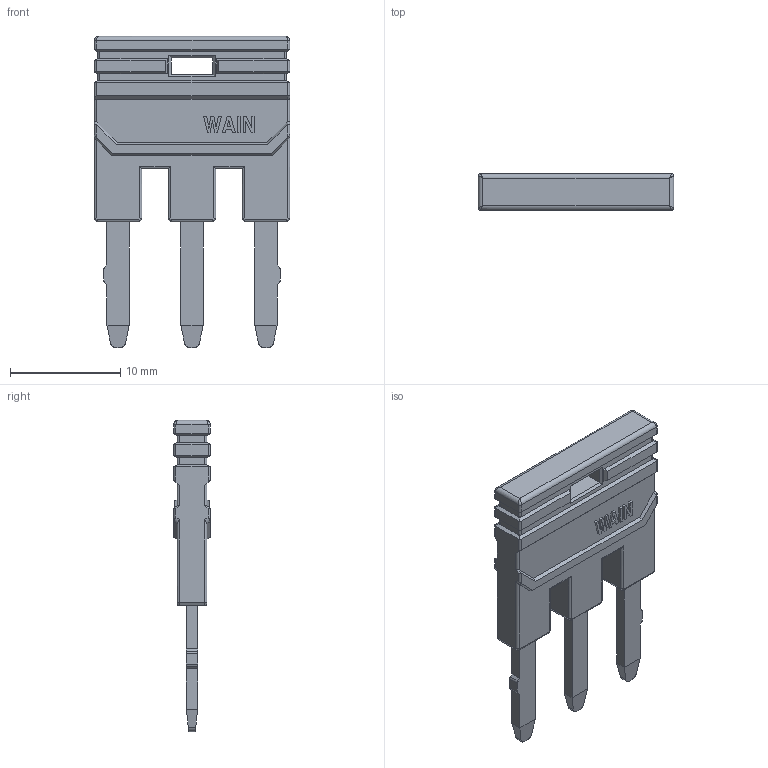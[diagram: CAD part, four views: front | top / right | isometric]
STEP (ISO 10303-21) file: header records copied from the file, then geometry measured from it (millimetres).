
FILE_DESCRIPTION((''),'2;1');
FILE_NAME('HEB_P-1T3','2021-10-26T10:59:19',('xl.su'),(''),'CREO PARAMETRIC BY PTC INC, 2017110','CREO PARAMETRIC BY PTC INC, 2017110','');
FILE_SCHEMA(('CONFIG_CONTROL_DESIGN'));
Length unit declared in the file: inch
Products named in the file (1): HEB_P-1T3
Bounding box: 17.7 x 3.3 x 28.2 mm (x, y, z)
Volume: 834.9 mm3; surface area: 1046.2 mm2
Topology: 1 solids, 1 shells, 303 faces, 780 edges, 492 vertices
Faces by surface type: plane 213, cylinder 86, bspline 4
Entity records: 9476 total; most frequent: CARTESIAN_POINT 2389, ORIENTED_EDGE 1560, DIRECTION 1250, EDGE_CURVE 780, VECTOR 628, LINE 628, VERTEX_POINT 492, EDGE_LOOP 318
